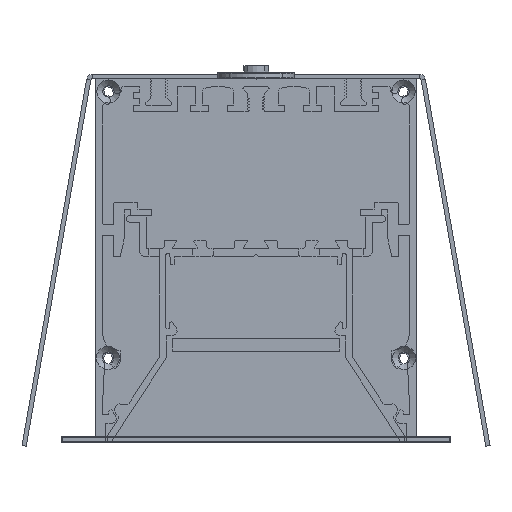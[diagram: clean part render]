
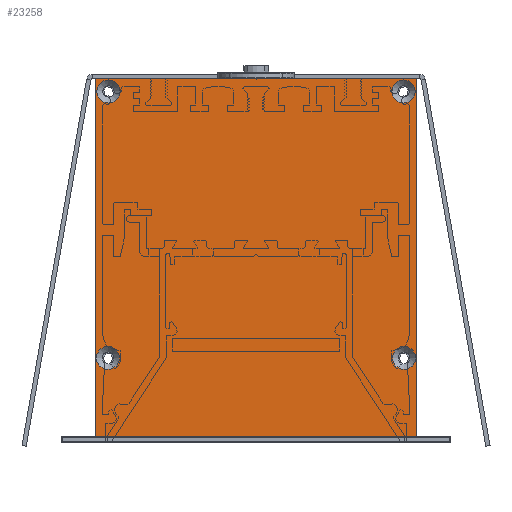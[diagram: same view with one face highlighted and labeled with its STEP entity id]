
A CAD part, front view. The second image highlights one B-rep face of the part: STEP entity #23258.
In plain terms, the highlighted planar face has unit normal (0, -1, 0).
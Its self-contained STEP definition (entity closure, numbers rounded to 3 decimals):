
#101=FACE_BOUND('',#2640,.T.);
#102=FACE_BOUND('',#2641,.T.);
#103=FACE_BOUND('',#2642,.T.);
#104=FACE_BOUND('',#2643,.T.);
#470=PLANE('',#25070);
#1406=FACE_OUTER_BOUND('',#2639,.T.);
#2639=EDGE_LOOP('',(#18456,#18457,#18458,#18459));
#2640=EDGE_LOOP('',(#18460));
#2641=EDGE_LOOP('',(#18461));
#2642=EDGE_LOOP('',(#18462));
#2643=EDGE_LOOP('',(#18463));
#4663=LINE('',#38842,#6830);
#4679=LINE('',#38899,#6846);
#4682=LINE('',#38905,#6849);
#4683=LINE('',#38906,#6850);
#6830=VECTOR('',#29450,10.);
#6846=VECTOR('',#29514,10.);
#6849=VECTOR('',#29519,10.);
#6850=VECTOR('',#29520,10.);
#8336=CIRCLE('',#25049,2.75);
#8339=CIRCLE('',#25054,2.75);
#8342=CIRCLE('',#25059,2.75);
#8345=CIRCLE('',#25064,2.75);
#10191=VERTEX_POINT('',#38839);
#10192=VERTEX_POINT('',#38841);
#10196=VERTEX_POINT('',#38854);
#10199=VERTEX_POINT('',#38864);
#10202=VERTEX_POINT('',#38874);
#10205=VERTEX_POINT('',#38884);
#10209=VERTEX_POINT('',#38898);
#10211=VERTEX_POINT('',#38904);
#13118=EDGE_CURVE('',#10192,#10191,#4663,.T.);
#13124=EDGE_CURVE('',#10196,#10196,#8336,.T.);
#13129=EDGE_CURVE('',#10199,#10199,#8339,.T.);
#13134=EDGE_CURVE('',#10202,#10202,#8342,.T.);
#13139=EDGE_CURVE('',#10205,#10205,#8345,.T.);
#13146=EDGE_CURVE('',#10209,#10192,#4679,.T.);
#13149=EDGE_CURVE('',#10191,#10211,#4682,.T.);
#13150=EDGE_CURVE('',#10211,#10209,#4683,.T.);
#18456=ORIENTED_EDGE('',*,*,#13118,.T.);
#18457=ORIENTED_EDGE('',*,*,#13149,.T.);
#18458=ORIENTED_EDGE('',*,*,#13150,.T.);
#18459=ORIENTED_EDGE('',*,*,#13146,.T.);
#18460=ORIENTED_EDGE('',*,*,#13124,.T.);
#18461=ORIENTED_EDGE('',*,*,#13129,.T.);
#18462=ORIENTED_EDGE('',*,*,#13134,.T.);
#18463=ORIENTED_EDGE('',*,*,#13139,.T.);
#23258=ADVANCED_FACE('',(#1406,#101,#102,#103,#104),#470,.T.);
#25049=AXIS2_PLACEMENT_3D('',#38855,#29462,#29463);
#25054=AXIS2_PLACEMENT_3D('',#38865,#29474,#29475);
#25059=AXIS2_PLACEMENT_3D('',#38875,#29486,#29487);
#25064=AXIS2_PLACEMENT_3D('',#38885,#29498,#29499);
#25070=AXIS2_PLACEMENT_3D('',#38903,#29517,#29518);
#29450=DIRECTION('',(1.,0.,0.));
#29462=DIRECTION('center_axis',(0.,1.,0.));
#29463=DIRECTION('ref_axis',(-1.,0.,0.));
#29474=DIRECTION('center_axis',(0.,1.,0.));
#29475=DIRECTION('ref_axis',(-1.,0.,0.));
#29486=DIRECTION('center_axis',(0.,1.,0.));
#29487=DIRECTION('ref_axis',(-1.,0.,0.));
#29498=DIRECTION('center_axis',(0.,1.,0.));
#29499=DIRECTION('ref_axis',(-1.,0.,0.));
#29514=DIRECTION('',(0.,0.,-1.));
#29517=DIRECTION('center_axis',(0.,-1.,0.));
#29518=DIRECTION('ref_axis',(0.,0.,1.));
#29519=DIRECTION('',(0.,0.,1.));
#29520=DIRECTION('',(-1.,0.,0.));
#38839=CARTESIAN_POINT('',(38.,-1407.75,-84.6));
#38841=CARTESIAN_POINT('',(-38.,-1407.75,-84.6));
#38842=CARTESIAN_POINT('',(0.,-1407.75,-84.6));
#38854=CARTESIAN_POINT('',(-32.15,-1407.75,-3.1));
#38855=CARTESIAN_POINT('Origin',(-34.9,-1407.75,-3.1));
#38864=CARTESIAN_POINT('',(37.75,-1407.75,-66.1));
#38865=CARTESIAN_POINT('Origin',(35.,-1407.75,-66.1));
#38874=CARTESIAN_POINT('',(-32.25,-1407.75,-66.1));
#38875=CARTESIAN_POINT('Origin',(-35.,-1407.75,-66.1));
#38884=CARTESIAN_POINT('',(37.65,-1407.75,-3.1));
#38885=CARTESIAN_POINT('Origin',(34.9,-1407.75,-3.1));
#38898=CARTESIAN_POINT('',(-38.,-1407.75,0.));
#38899=CARTESIAN_POINT('',(-38.,-1407.75,-86.));
#38903=CARTESIAN_POINT('Origin',(0.,-1407.75,-43.));
#38904=CARTESIAN_POINT('',(38.,-1407.75,0.));
#38905=CARTESIAN_POINT('',(38.,-1407.75,0.));
#38906=CARTESIAN_POINT('',(-38.,-1407.75,0.));
